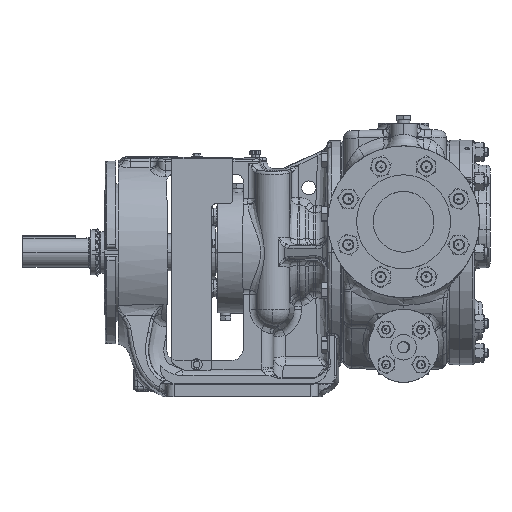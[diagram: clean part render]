
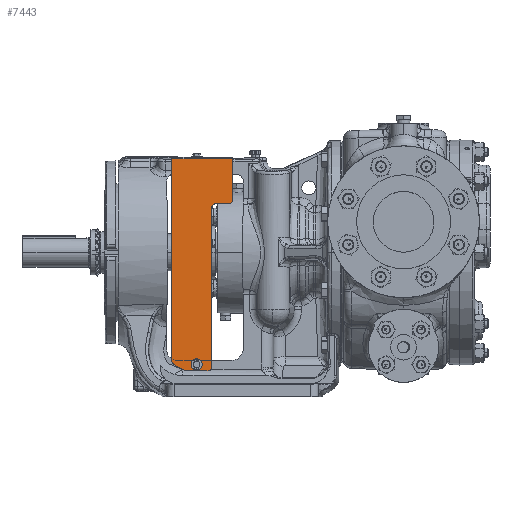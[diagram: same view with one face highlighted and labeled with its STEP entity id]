
A CAD part, top view. The second image highlights one B-rep face of the part: STEP entity #7443.
In plain terms, the highlighted planar face has unit normal (0, 0, 1).
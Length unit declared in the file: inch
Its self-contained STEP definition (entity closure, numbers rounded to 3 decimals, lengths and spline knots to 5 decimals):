
#1477 = AXIS2_PLACEMENT_3D ( 'NONE', #12583, #101136, #141382 ) ;
#2632 = LINE ( 'NONE', #13260, #105014 ) ;
#2915 = EDGE_CURVE ( 'NONE', #155071, #103355, #2632, .T. ) ;
#3332 = AXIS2_PLACEMENT_3D ( 'NONE', #100386, #235223, #119796 ) ;
#4575 = ORIENTED_EDGE ( 'NONE', *, *, #95288, .T. ) ;
#6794 = EDGE_CURVE ( 'NONE', #119329, #50042, #37014, .T. ) ;
#7443 = ADVANCED_FACE ( 'NONE', ( #78605, #181032 ), #106092, .T. ) ;
#12583 = CARTESIAN_POINT ( 'NONE',  ( -9.5, -7.38, 3.81 ) ) ;
#13010 = CARTESIAN_POINT ( 'NONE',  ( -11.13, -7.15566, 3.81 ) ) ;
#13260 = CARTESIAN_POINT ( 'NONE',  ( -8.5, 3.2, 3.81 ) ) ;
#13458 = DIRECTION ( 'NONE',  ( 0., -1., 0. ) ) ;
#13829 = DIRECTION ( 'NONE',  ( -1., 0., 0. ) ) ;
#16641 = VERTEX_POINT ( 'NONE', #236218 ) ;
#20502 = AXIS2_PLACEMENT_3D ( 'NONE', #187515, #72182, #206968 ) ;
#21240 = DIRECTION ( 'NONE',  ( -0.866, 0.5, 0. ) ) ;
#24288 = DIRECTION ( 'NONE',  ( 0., 0., -1. ) ) ;
#24370 = CARTESIAN_POINT ( 'NONE',  ( -7.13, 3.45, 3.81 ) ) ;
#27296 = DIRECTION ( 'NONE',  ( 0., 0., 1. ) ) ;
#27553 = CARTESIAN_POINT ( 'NONE',  ( -9.869, -7.38, 3.81 ) ) ;
#28401 = CARTESIAN_POINT ( 'NONE',  ( -7.13, -7.8, 3.81 ) ) ;
#31184 = EDGE_CURVE ( 'NONE', #85208, #120407, #232098, .T. ) ;
#37014 = CIRCLE ( 'NONE', #1477, 0.369 ) ;
#40629 = CARTESIAN_POINT ( 'NONE',  ( -7.91349, -9.15705, 3.81 ) ) ;
#42567 = LINE ( 'NONE', #244190, #87692 ) ;
#48106 = DIRECTION ( 'NONE',  ( 0., 0., 1. ) ) ;
#50042 = VERTEX_POINT ( 'NONE', #143011 ) ;
#51757 = VERTEX_POINT ( 'NONE', #179892 ) ;
#52799 = VERTEX_POINT ( 'NONE', #24370 ) ;
#53656 = VECTOR ( 'NONE', #74240, 39.37008 ) ;
#59749 = LINE ( 'NONE', #186270, #53656 ) ;
#60312 = CARTESIAN_POINT ( 'NONE',  ( -7.38, 3.2, 3.81 ) ) ;
#60674 = AXIS2_PLACEMENT_3D ( 'NONE', #139719, #24288, #159042 ) ;
#60739 = VECTOR ( 'NONE', #13829, 39.37008 ) ;
#72182 = DIRECTION ( 'NONE',  ( 0., 0., 1. ) ) ;
#74240 = DIRECTION ( 'NONE',  ( 0., 1., 0. ) ) ;
#74945 = CARTESIAN_POINT ( 'NONE',  ( -8.25, 3.2, 3.81 ) ) ;
#78605 = FACE_BOUND ( 'NONE', #117580, .T. ) ;
#80260 = EDGE_CURVE ( 'NONE', #50042, #119329, #96202, .T. ) ;
#80671 = ORIENTED_EDGE ( 'NONE', *, *, #128014, .F. ) ;
#85011 = ORIENTED_EDGE ( 'NONE', *, *, #228938, .T. ) ;
#85208 = VERTEX_POINT ( 'NONE', #126621 ) ;
#87692 = VECTOR ( 'NONE', #13458, 39.37008 ) ;
#95288 = EDGE_CURVE ( 'NONE', #141038, #51757, #229879, .T. ) ;
#96202 = CIRCLE ( 'NONE', #60674, 0.369 ) ;
#97784 = VERTEX_POINT ( 'NONE', #243396 ) ;
#100386 = CARTESIAN_POINT ( 'NONE',  ( -7.38, 3.45, 3.81 ) ) ;
#101136 = DIRECTION ( 'NONE',  ( 0., 0., -1. ) ) ;
#103355 = VERTEX_POINT ( 'NONE', #74945 ) ;
#103439 = ORIENTED_EDGE ( 'NONE', *, *, #6794, .T. ) ;
#103478 = VECTOR ( 'NONE', #21240, 39.37008 ) ;
#104469 = DIRECTION ( 'NONE',  ( 0., 1., 0. ) ) ;
#105014 = VECTOR ( 'NONE', #155233, 39.37008 ) ;
#105551 = ORIENTED_EDGE ( 'NONE', *, *, #143720, .F. ) ;
#106092 = PLANE ( 'NONE',  #167856 ) ;
#109487 = LINE ( 'NONE', #40629, #103478 ) ;
#109764 = CARTESIAN_POINT ( 'NONE',  ( -8.25, 2.95, 3.81 ) ) ;
#110369 = ORIENTED_EDGE ( 'NONE', *, *, #242652, .F. ) ;
#111835 = LINE ( 'NONE', #129215, #60739 ) ;
#116156 = CIRCLE ( 'NONE', #3332, 0.25 ) ;
#117580 = EDGE_LOOP ( 'NONE', ( #126684, #103439 ) ) ;
#119329 = VERTEX_POINT ( 'NONE', #27553 ) ;
#119796 = DIRECTION ( 'NONE',  ( 0., -1., 0. ) ) ;
#119931 = ORIENTED_EDGE ( 'NONE', *, *, #233407, .T. ) ;
#120407 = VERTEX_POINT ( 'NONE', #200391 ) ;
#124299 = VERTEX_POINT ( 'NONE', #194939 ) ;
#126621 = CARTESIAN_POINT ( 'NONE',  ( -10.32199, -7.76651, 3.81 ) ) ;
#126684 = ORIENTED_EDGE ( 'NONE', *, *, #80260, .T. ) ;
#128014 = EDGE_CURVE ( 'NONE', #85208, #51757, #109487, .T. ) ;
#128593 = CARTESIAN_POINT ( 'NONE',  ( -7.13, -7.8, 3.81 ) ) ;
#129188 = DIRECTION ( 'NONE',  ( 0., -1., 0. ) ) ;
#129215 = CARTESIAN_POINT ( 'NONE',  ( -7.13, 6.171, 3.81 ) ) ;
#132305 = EDGE_CURVE ( 'NONE', #16641, #124299, #229391, .T. ) ;
#139719 = CARTESIAN_POINT ( 'NONE',  ( -9.5, -7.38, 3.81 ) ) ;
#141038 = VERTEX_POINT ( 'NONE', #13010 ) ;
#141382 = DIRECTION ( 'NONE',  ( -1., 0., 0. ) ) ;
#142728 = CARTESIAN_POINT ( 'NONE',  ( -10.19699, -7.55, 3.81 ) ) ;
#143011 = CARTESIAN_POINT ( 'NONE',  ( -9.131, -7.38, 3.81 ) ) ;
#143720 = EDGE_CURVE ( 'NONE', #16641, #120407, #244955, .T. ) ;
#147810 = VERTEX_POINT ( 'NONE', #168756 ) ;
#148128 = LINE ( 'NONE', #239295, #199409 ) ;
#148297 = ORIENTED_EDGE ( 'NONE', *, *, #185291, .F. ) ;
#155071 = VERTEX_POINT ( 'NONE', #60312 ) ;
#155233 = DIRECTION ( 'NONE',  ( -1., 0., 0. ) ) ;
#159042 = DIRECTION ( 'NONE',  ( -1., 0., 0. ) ) ;
#162044 = DIRECTION ( 'NONE',  ( 0., -1., 0. ) ) ;
#162402 = CARTESIAN_POINT ( 'NONE',  ( -7.13, 6.171, 3.81 ) ) ;
#163163 = DIRECTION ( 'NONE',  ( -1., 0., 0. ) ) ;
#163554 = CARTESIAN_POINT ( 'NONE',  ( -8.75, -7.55, 3.81 ) ) ;
#167856 = AXIS2_PLACEMENT_3D ( 'NONE', #128593, #179503, #175722 ) ;
#168756 = CARTESIAN_POINT ( 'NONE',  ( -11.13, 6.171, 3.81 ) ) ;
#175722 = DIRECTION ( 'NONE',  ( 0., -1., 0. ) ) ;
#177527 = ORIENTED_EDGE ( 'NONE', *, *, #209424, .T. ) ;
#177889 = ORIENTED_EDGE ( 'NONE', *, *, #2915, .F. ) ;
#179503 = DIRECTION ( 'NONE',  ( 0., 0., 1. ) ) ;
#179892 = CARTESIAN_POINT ( 'NONE',  ( -11.005, -7.37217, 3.81 ) ) ;
#181032 = FACE_OUTER_BOUND ( 'NONE', #188827, .T. ) ;
#182857 = DIRECTION ( 'NONE',  ( 0., -1., 0. ) ) ;
#183641 = AXIS2_PLACEMENT_3D ( 'NONE', #142728, #27296, #162044 ) ;
#185291 = EDGE_CURVE ( 'NONE', #141038, #147810, #59749, .T. ) ;
#186270 = CARTESIAN_POINT ( 'NONE',  ( -11.13, -7.8, 3.81 ) ) ;
#187515 = CARTESIAN_POINT ( 'NONE',  ( -10.88, -7.15566, 3.81 ) ) ;
#188827 = EDGE_LOOP ( 'NONE', ( #177889, #85011, #199706, #119931, #148297, #4575, #80671, #215070, #105551, #202208, #110369, #177527 ) ) ;
#194939 = CARTESIAN_POINT ( 'NONE',  ( -8.5, -7.55, 3.81 ) ) ;
#198040 = AXIS2_PLACEMENT_3D ( 'NONE', #163554, #48106, #182857 ) ;
#199409 = VECTOR ( 'NONE', #104469, 39.37008 ) ;
#199706 = ORIENTED_EDGE ( 'NONE', *, *, #209936, .T. ) ;
#200391 = CARTESIAN_POINT ( 'NONE',  ( -10.19699, -7.8, 3.81 ) ) ;
#202208 = ORIENTED_EDGE ( 'NONE', *, *, #132305, .T. ) ;
#206968 = DIRECTION ( 'NONE',  ( 0., -1., 0. ) ) ;
#209424 = EDGE_CURVE ( 'NONE', #97784, #103355, #226936, .T. ) ;
#209936 = EDGE_CURVE ( 'NONE', #52799, #234159, #148128, .T. ) ;
#215070 = ORIENTED_EDGE ( 'NONE', *, *, #31184, .T. ) ;
#221238 = AXIS2_PLACEMENT_3D ( 'NONE', #109764, #244543, #129188 ) ;
#226936 = CIRCLE ( 'NONE', #221238, 0.25 ) ;
#228938 = EDGE_CURVE ( 'NONE', #155071, #52799, #116156, .T. ) ;
#229391 = CIRCLE ( 'NONE', #198040, 0.25 ) ;
#229879 = CIRCLE ( 'NONE', #20502, 0.25 ) ;
#232098 = CIRCLE ( 'NONE', #183641, 0.25 ) ;
#233407 = EDGE_CURVE ( 'NONE', #234159, #147810, #111835, .T. ) ;
#234159 = VERTEX_POINT ( 'NONE', #162402 ) ;
#235223 = DIRECTION ( 'NONE',  ( 0., 0., 1. ) ) ;
#236218 = CARTESIAN_POINT ( 'NONE',  ( -8.75, -7.8, 3.81 ) ) ;
#238975 = VECTOR ( 'NONE', #163163, 39.37008 ) ;
#239295 = CARTESIAN_POINT ( 'NONE',  ( -7.13, -7.8, 3.81 ) ) ;
#242652 = EDGE_CURVE ( 'NONE', #97784, #124299, #42567, .T. ) ;
#243396 = CARTESIAN_POINT ( 'NONE',  ( -8.5, 2.95, 3.81 ) ) ;
#244190 = CARTESIAN_POINT ( 'NONE',  ( -8.5, 3.2, 3.81 ) ) ;
#244543 = DIRECTION ( 'NONE',  ( 0., 0., -1. ) ) ;
#244955 = LINE ( 'NONE', #28401, #238975 ) ;
